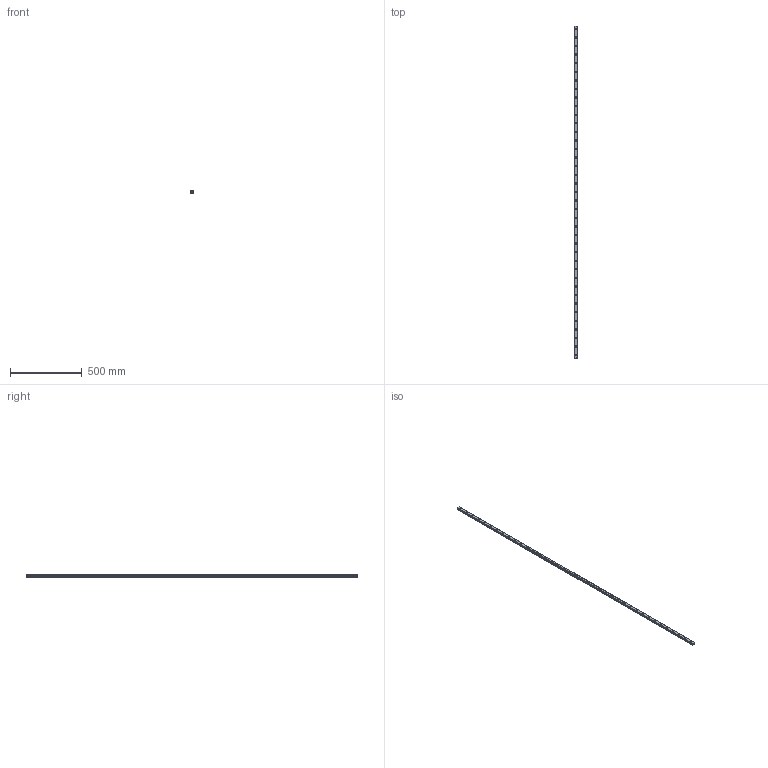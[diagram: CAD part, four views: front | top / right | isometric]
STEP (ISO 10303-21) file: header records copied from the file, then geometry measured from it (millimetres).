
FILE_DESCRIPTION(('STEP AP214'),'1');
FILE_NAME('cctmp_46553E2B-0D33-4CC0-B8AC-61D174203596_2021_02_04_09_39_06_0941..stp','2021-02-04T08:39:07',('HIWIN GmbH'),('CADClick - www.CADClick.com'),'Spatial InterOp 3D',' ','unknown authorization');
FILE_SCHEMA(('AUTOMOTIVE_DESIGN'));
Length unit declared in the file: millimetre
Products named in the file (1): EGR20R2320C_FILE
Bounding box: 20 x 2320 x 15.5 mm (x, y, z)
Volume: 622337.2 mm3; surface area: 185775.8 mm2
Topology: 1 solids, 1 shells, 571 faces, 1305 edges, 818 vertices
Faces by surface type: plane 319, cylinder 252
Entity records: 20763 total; most frequent: DIRECTION 3109, CARTESIAN_POINT 2695, ORIENTED_EDGE 2610, EDGE_CURVE 1305, AXIS2_PLACEMENT_3D 1232, VERTEX_POINT 818, EDGE_LOOP 653, LINE 645
